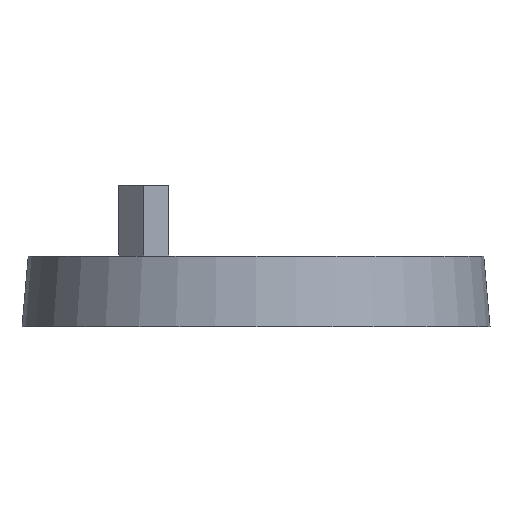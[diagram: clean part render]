
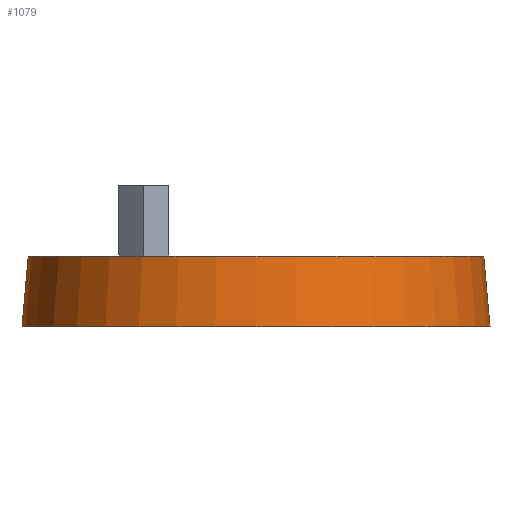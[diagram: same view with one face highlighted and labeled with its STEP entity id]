
A CAD part, front view. The second image highlights one B-rep face of the part: STEP entity #1079.
In plain terms, the highlighted conical face has half-angle 5 degrees and reference radius 66.251 mm.
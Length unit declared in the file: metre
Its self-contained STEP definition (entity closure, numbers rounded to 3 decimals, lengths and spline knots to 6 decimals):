
#41=CONICAL_SURFACE('',#1174,0.066251,0.087);
#58=CIRCLE('',#1152,0.064501);
#80=CIRCLE('',#1175,0.066251);
#157=ORIENTED_EDGE('',*,*,#443,.F.);
#158=ORIENTED_EDGE('',*,*,#485,.T.);
#443=EDGE_CURVE('',#607,#607,#58,.T.);
#485=EDGE_CURVE('',#649,#649,#80,.T.);
#607=VERTEX_POINT('',#1574);
#649=VERTEX_POINT('',#1675);
#918=EDGE_LOOP('',(#157));
#919=EDGE_LOOP('',(#158));
#986=FACE_BOUND('',#918,.T.);
#987=FACE_BOUND('',#919,.T.);
#1079=ADVANCED_FACE('',(#986,#987),#41,.T.);
#1152=AXIS2_PLACEMENT_3D('',#1573,#1264,#1265);
#1174=AXIS2_PLACEMENT_3D('',#1673,#1320,#1321);
#1175=AXIS2_PLACEMENT_3D('',#1674,#1322,#1323);
#1264=DIRECTION('',(0.,0.,1.));
#1265=DIRECTION('',(1.,0.,0.));
#1320=DIRECTION('',(0.,0.,-1.));
#1321=DIRECTION('',(1.,0.,0.));
#1322=DIRECTION('',(0.,0.,1.));
#1323=DIRECTION('',(1.,0.,0.));
#1573=CARTESIAN_POINT('',(0.,0.,0.12));
#1574=CARTESIAN_POINT('',(0.064501,0.,0.12));
#1673=CARTESIAN_POINT('',(0.,0.,0.1));
#1674=CARTESIAN_POINT('',(0.,0.,0.1));
#1675=CARTESIAN_POINT('',(0.066251,0.,0.1));
